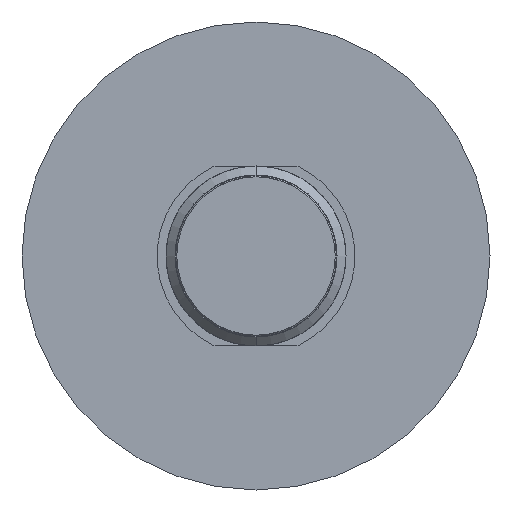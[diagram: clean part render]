
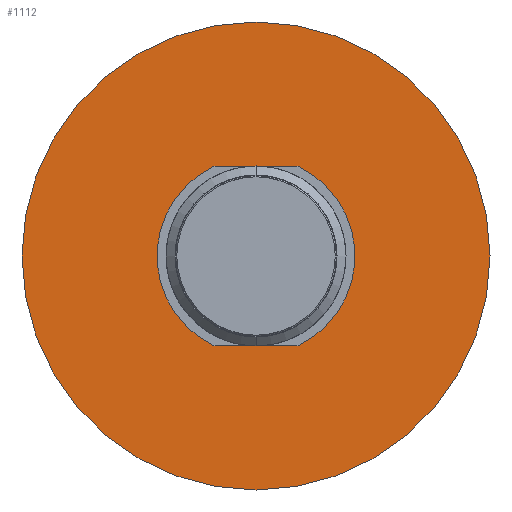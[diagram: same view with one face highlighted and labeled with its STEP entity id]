
A CAD part, front view. The second image highlights one B-rep face of the part: STEP entity #1112.
In plain terms, the highlighted planar face has unit normal (0, -1, 0).
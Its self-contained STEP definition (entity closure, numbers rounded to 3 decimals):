
#244 = DIRECTION ( 'NONE',  ( 0., 1., 0. ) ) ;
#324 = EDGE_CURVE ( 'Defeature ausgef�hrt2_28+Defeature ausgef�hrt2_29+Defeature ausgef�hrt2_29+Defeature ausgef�hrt2_29', #3918, #2831, #396, .T. ) ;
#328 = ORIENTED_EDGE ( 'NONE', *, *, #2830, .T. ) ;
#396 = CIRCLE ( 'NONE', #3517, 6.5 ) ;
#603 = EDGE_CURVE ( 'Defeature ausgef�hrt2_29+Defeature ausgef�hrt2_36+Defeature ausgef�hrt2_36+Defeature ausgef�hrt2_36', #2469, #2624, #905, .T. ) ;
#657 = DIRECTION ( 'NONE',  ( 0., 0., -1. ) ) ;
#695 = AXIS2_PLACEMENT_3D ( 'NONE', #3617, #2300, #657 ) ;
#763 = DIRECTION ( 'NONE',  ( 0., 1., 0. ) ) ;
#905 = CIRCLE ( 'NONE', #4145, 2. ) ;
#941 = CARTESIAN_POINT ( 'NONE',  ( 0., 36.5, 0. ) ) ;
#1074 = CARTESIAN_POINT ( 'NONE',  ( 0., 36.5, 2. ) ) ;
#1075 = CARTESIAN_POINT ( 'NONE',  ( -6.5, 36.5, 0. ) ) ;
#1089 = CARTESIAN_POINT ( 'NONE',  ( 0., 36.5, 0. ) ) ;
#1112 = ADVANCED_FACE ( 'Defeature ausgef�hrt2_29', ( #1418, #2519 ), #3016, .F. ) ;
#1418 = FACE_OUTER_BOUND ( 'NONE', #3469, .T. ) ;
#1419 = DIRECTION ( 'NONE',  ( 0., 1., 0. ) ) ;
#1652 = CARTESIAN_POINT ( 'NONE',  ( 0., 36.5, -6.5 ) ) ;
#1767 = DIRECTION ( 'NONE',  ( 0., 0., -1. ) ) ;
#1858 = ORIENTED_EDGE ( 'NONE', *, *, #324, .F. ) ;
#2075 = AXIS2_PLACEMENT_3D ( 'NONE', #3980, #3097, #2435 ) ;
#2186 = CARTESIAN_POINT ( 'NONE',  ( 0., 36.5, 6.5 ) ) ;
#2300 = DIRECTION ( 'NONE',  ( 0., 1., 0. ) ) ;
#2354 = CIRCLE ( 'NONE', #695, 2. ) ;
#2381 = DIRECTION ( 'NONE',  ( 0., 0., -1. ) ) ;
#2435 = DIRECTION ( 'NONE',  ( 0., 0., -1. ) ) ;
#2469 = VERTEX_POINT ( 'NONE', #1074 ) ;
#2482 = EDGE_LOOP ( 'NONE', ( #328, #3612 ) ) ;
#2506 = EDGE_CURVE ( 'Defeature ausgef�hrt2_28+Defeature ausgef�hrt2_29+Defeature ausgef�hrt2_29+Defeature ausgef�hrt2_29', #2831, #3918, #2865, .T. ) ;
#2519 = FACE_BOUND ( 'NONE', #2482, .T. ) ;
#2624 = VERTEX_POINT ( 'NONE', #3129 ) ;
#2783 = ORIENTED_EDGE ( 'NONE', *, *, #2506, .F. ) ;
#2830 = EDGE_CURVE ( 'Defeature ausgef�hrt2_29+Defeature ausgef�hrt2_36+Defeature ausgef�hrt2_36+Defeature ausgef�hrt2_36', #2624, #2469, #2354, .T. ) ;
#2831 = VERTEX_POINT ( 'NONE', #1652 ) ;
#2865 = CIRCLE ( 'NONE', #2075, 6.5 ) ;
#3016 = PLANE ( 'NONE',  #3572 ) ;
#3097 = DIRECTION ( 'NONE',  ( 0., 1., 0. ) ) ;
#3129 = CARTESIAN_POINT ( 'NONE',  ( 0., 36.5, -2. ) ) ;
#3469 = EDGE_LOOP ( 'NONE', ( #2783, #1858 ) ) ;
#3517 = AXIS2_PLACEMENT_3D ( 'NONE', #1089, #763, #1767 ) ;
#3572 = AXIS2_PLACEMENT_3D ( 'NONE', #1075, #1419, #2381 ) ;
#3612 = ORIENTED_EDGE ( 'NONE', *, *, #603, .T. ) ;
#3617 = CARTESIAN_POINT ( 'NONE',  ( 0., 36.5, 0. ) ) ;
#3829 = DIRECTION ( 'NONE',  ( 0., 0., -1. ) ) ;
#3918 = VERTEX_POINT ( 'NONE', #2186 ) ;
#3980 = CARTESIAN_POINT ( 'NONE',  ( 0., 36.5, 0. ) ) ;
#4145 = AXIS2_PLACEMENT_3D ( 'NONE', #941, #244, #3829 ) ;
